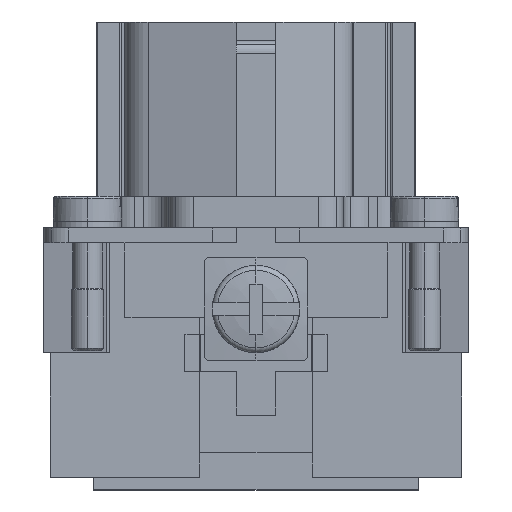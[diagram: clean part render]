
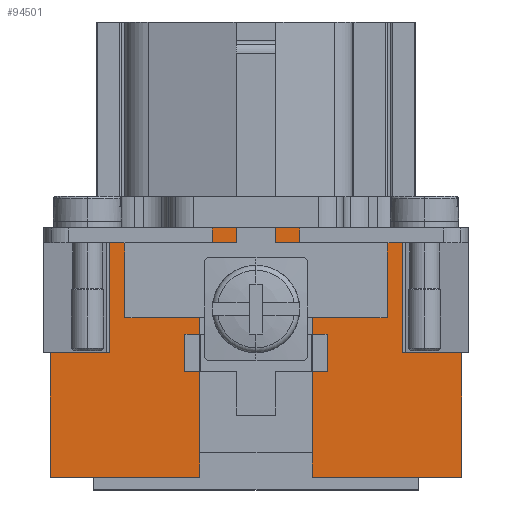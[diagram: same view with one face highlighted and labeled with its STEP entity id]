
A CAD part, left-side view. The second image highlights one B-rep face of the part: STEP entity #94501.
In plain terms, the highlighted planar face has unit normal (-1, 0, 0).
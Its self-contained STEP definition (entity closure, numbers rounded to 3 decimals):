
#36069=CARTESIAN_POINT('',(-44.9,-16.5,-20.0));
#36070=VERTEX_POINT('',#36069);
#36077=CARTESIAN_POINT('',(-44.9,-4.5,-20.0));
#36078=VERTEX_POINT('',#36077);
#36079=CARTESIAN_POINT('',(-44.9,-4.5,-20.0));
#36080=DIRECTION('',(0.0,-1.0,0.0));
#36081=VECTOR('',#36080,12.0);
#36082=LINE('',#36079,#36081);
#36083=EDGE_CURVE('',#36078,#36070,#36082,.T.);
#36165=CARTESIAN_POINT('',(-44.9,4.5,-20.0));
#36166=VERTEX_POINT('',#36165);
#36173=CARTESIAN_POINT('',(-44.9,16.5,-20.0));
#36174=VERTEX_POINT('',#36173);
#36175=CARTESIAN_POINT('',(-44.9,16.5,-20.0));
#36176=DIRECTION('',(0.0,-1.0,0.0));
#36177=VECTOR('',#36176,12.0);
#36178=LINE('',#36175,#36177);
#36179=EDGE_CURVE('',#36174,#36166,#36178,.T.);
#59549=CARTESIAN_POINT('',(-44.9,-11.75,0.0));
#59550=VERTEX_POINT('',#59549);
#59551=CARTESIAN_POINT('',(-44.9,11.75,0.0));
#59552=VERTEX_POINT('',#59551);
#59553=CARTESIAN_POINT('',(-44.9,-11.75,0.0));
#59554=DIRECTION('',(0.0,1.0,0.0));
#59555=VECTOR('',#59554,23.5);
#59556=LINE('',#59553,#59555);
#59557=EDGE_CURVE('',#59550,#59552,#59556,.T.);
#81634=CARTESIAN_POINT('',(-44.9,16.5,-10.));
#81635=VERTEX_POINT('',#81634);
#81636=CARTESIAN_POINT('',(-44.9,16.5,-10.));
#81637=DIRECTION('',(0.0,0.0,-1.0));
#81638=VECTOR('',#81637,10.);
#81639=LINE('',#81636,#81638);
#81640=EDGE_CURVE('',#81635,#36174,#81639,.T.);
#81961=CARTESIAN_POINT('',(-44.9,-16.5,-10.));
#81962=VERTEX_POINT('',#81961);
#81969=CARTESIAN_POINT('',(-44.9,-16.5,-10.));
#81970=DIRECTION('',(0.0,0.0,-1.0));
#81971=VECTOR('',#81970,10.);
#81972=LINE('',#81969,#81971);
#81973=EDGE_CURVE('',#81962,#36070,#81972,.T.);
#94423=CARTESIAN_POINT('',(-44.9,16.5,0.0));
#94424=DIRECTION('',(-1.0,0.0,0.0));
#94425=DIRECTION('',(0.0,0.0,1.0));
#94426=AXIS2_PLACEMENT_3D('',#94423,#94424,#94425);
#94427=PLANE('',#94426);
#94428=CARTESIAN_POINT('',(-44.9,4.5,-1.2));
#94429=VERTEX_POINT('',#94428);
#94430=CARTESIAN_POINT('',(-44.9,-4.5,-1.2));
#94431=VERTEX_POINT('',#94430);
#94432=CARTESIAN_POINT('',(-44.9,4.5,-1.2));
#94433=DIRECTION('',(0.0,-1.0,0.0));
#94434=VECTOR('',#94433,9.0);
#94435=LINE('',#94432,#94434);
#94436=EDGE_CURVE('',#94429,#94431,#94435,.T.);
#94437=ORIENTED_EDGE('',*,*,#94436,.T.);
#94438=CARTESIAN_POINT('',(-44.9,-4.5,-18.));
#94439=VERTEX_POINT('',#94438);
#94440=CARTESIAN_POINT('',(-44.9,-4.5,-1.2));
#94441=DIRECTION('',(0.0,0.0,-1.0));
#94442=VECTOR('',#94441,16.8);
#94443=LINE('',#94440,#94442);
#94444=EDGE_CURVE('',#94431,#94439,#94443,.T.);
#94445=ORIENTED_EDGE('',*,*,#94444,.T.);
#94446=CARTESIAN_POINT('',(-44.9,-4.5,-18.));
#94447=DIRECTION('',(0.0,0.0,-1.0));
#94448=VECTOR('',#94447,2.);
#94449=LINE('',#94446,#94448);
#94450=EDGE_CURVE('',#94439,#36078,#94449,.T.);
#94451=ORIENTED_EDGE('',*,*,#94450,.T.);
#94452=ORIENTED_EDGE('',*,*,#36083,.T.);
#94453=ORIENTED_EDGE('',*,*,#81973,.F.);
#94454=CARTESIAN_POINT('',(-44.9,-11.75,-10.));
#94455=VERTEX_POINT('',#94454);
#94456=CARTESIAN_POINT('',(-44.9,-16.5,-10.));
#94457=DIRECTION('',(0.0,1.0,0.0));
#94458=VECTOR('',#94457,4.75);
#94459=LINE('',#94456,#94458);
#94460=EDGE_CURVE('',#81962,#94455,#94459,.T.);
#94461=ORIENTED_EDGE('',*,*,#94460,.T.);
#94462=CARTESIAN_POINT('',(-44.9,-11.75,-10.));
#94463=DIRECTION('',(0.0,0.0,1.0));
#94464=VECTOR('',#94463,10.);
#94465=LINE('',#94462,#94464);
#94466=EDGE_CURVE('',#94455,#59550,#94465,.T.);
#94467=ORIENTED_EDGE('',*,*,#94466,.T.);
#94468=ORIENTED_EDGE('',*,*,#59557,.T.);
#94469=CARTESIAN_POINT('',(-44.9,11.75,-10.));
#94470=VERTEX_POINT('',#94469);
#94471=CARTESIAN_POINT('',(-44.9,11.75,0.0));
#94472=DIRECTION('',(0.0,0.0,-1.0));
#94473=VECTOR('',#94472,10.);
#94474=LINE('',#94471,#94473);
#94475=EDGE_CURVE('',#59552,#94470,#94474,.T.);
#94476=ORIENTED_EDGE('',*,*,#94475,.T.);
#94477=CARTESIAN_POINT('',(-44.9,11.75,-10.));
#94478=DIRECTION('',(0.0,1.0,0.0));
#94479=VECTOR('',#94478,4.75);
#94480=LINE('',#94477,#94479);
#94481=EDGE_CURVE('',#94470,#81635,#94480,.T.);
#94482=ORIENTED_EDGE('',*,*,#94481,.T.);
#94483=ORIENTED_EDGE('',*,*,#81640,.T.);
#94484=ORIENTED_EDGE('',*,*,#36179,.T.);
#94485=CARTESIAN_POINT('',(-44.9,4.5,-18.));
#94486=VERTEX_POINT('',#94485);
#94487=CARTESIAN_POINT('',(-44.9,4.5,-20.0));
#94488=DIRECTION('',(0.0,0.0,1.0));
#94489=VECTOR('',#94488,2.);
#94490=LINE('',#94487,#94489);
#94491=EDGE_CURVE('',#36166,#94486,#94490,.T.);
#94492=ORIENTED_EDGE('',*,*,#94491,.T.);
#94493=CARTESIAN_POINT('',(-44.9,4.5,-18.));
#94494=DIRECTION('',(0.0,0.0,1.0));
#94495=VECTOR('',#94494,16.8);
#94496=LINE('',#94493,#94495);
#94497=EDGE_CURVE('',#94486,#94429,#94496,.T.);
#94498=ORIENTED_EDGE('',*,*,#94497,.T.);
#94499=EDGE_LOOP('',(#94437,#94445,#94451,#94452,#94453,#94461,#94467,#94468,#94476,#94482,#94483,#94484,#94492,#94498));
#94500=FACE_OUTER_BOUND('',#94499,.T.);
#94501=ADVANCED_FACE('',(#94500),#94427,.T.);
